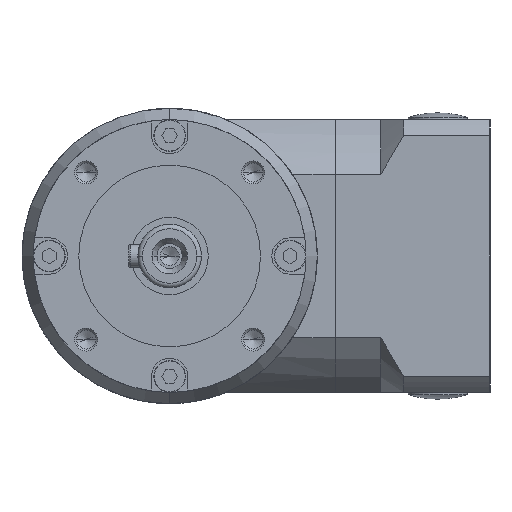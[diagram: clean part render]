
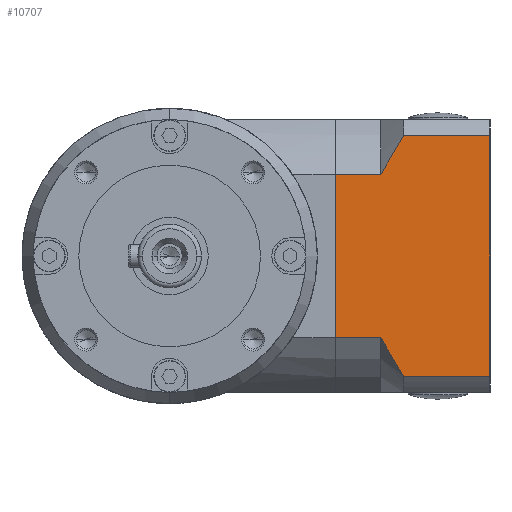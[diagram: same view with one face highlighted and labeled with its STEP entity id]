
A CAD part, left-side view. The second image highlights one B-rep face of the part: STEP entity #10707.
In plain terms, the highlighted planar face has unit normal (-1, 0, 0).
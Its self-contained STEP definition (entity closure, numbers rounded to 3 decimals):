
#46 = CARTESIAN_POINT ( 'NONE',  ( 8., -70.5, -18.028 ) ) ;
#332 = EDGE_CURVE ( 'NONE', #13897, #13397, #7839, .T. ) ;
#1465 = VECTOR ( 'NONE', #11977, 1000. ) ;
#1926 = CARTESIAN_POINT ( 'NONE',  ( 8., -70.5, -25. ) ) ;
#1935 = DIRECTION ( 'NONE',  ( 0., -1., 0. ) ) ;
#1976 = EDGE_CURVE ( 'NONE', #13028, #12521, #7663, .T. ) ;
#2053 = EDGE_CURVE ( 'NONE', #17597, #11160, #7396, .T. ) ;
#2687 = ORIENTED_EDGE ( 'NONE', *, *, #332, .F. ) ;
#2843 = ORIENTED_EDGE ( 'NONE', *, *, #1976, .F. ) ;
#3041 = ORIENTED_EDGE ( 'NONE', *, *, #2053, .F. ) ;
#3530 = EDGE_LOOP ( 'NONE', ( #3041, #8864, #11638, #2687, #7502, #19033, #2843, #13166 ) ) ;
#4591 = EDGE_CURVE ( 'NONE', #8488, #17597, #14213, .T. ) ;
#5383 = LINE ( 'NONE', #14599, #9916 ) ;
#5693 = EDGE_CURVE ( 'NONE', #11160, #13028, #16311, .T. ) ;
#6444 = VERTEX_POINT ( 'NONE', #19574 ) ;
#7174 = CARTESIAN_POINT ( 'NONE',  ( 8., -46.5, -18.028 ) ) ;
#7260 = CARTESIAN_POINT ( 'NONE',  ( 8., -70.5, -26.458 ) ) ;
#7396 = B_SPLINE_CURVE_WITH_KNOTS ( 'NONE', 3,
 ( #19436, #12880, #11637, #9797 ),
 .UNSPECIFIED., .F., .F.,
 ( 4, 4 ),
 ( 0., 1. ),
 .UNSPECIFIED. ) ;
#7502 = ORIENTED_EDGE ( 'NONE', *, *, #17351, .F. ) ;
#7663 = LINE ( 'NONE', #1926, #13547 ) ;
#7839 = LINE ( 'NONE', #46, #9152 ) ;
#8161 = DIRECTION ( 'NONE',  ( 0., 0., -1. ) ) ;
#8488 = VERTEX_POINT ( 'NONE', #16713 ) ;
#8864 = ORIENTED_EDGE ( 'NONE', *, *, #4591, .F. ) ;
#9152 = VECTOR ( 'NONE', #18914, 1000. ) ;
#9624 = CARTESIAN_POINT ( 'NONE',  ( 8., -70.5, 26.458 ) ) ;
#9797 = CARTESIAN_POINT ( 'NONE',  ( 8., -51.5, 26.458 ) ) ;
#9916 = VECTOR ( 'NONE', #16334, 1000. ) ;
#10277 = CARTESIAN_POINT ( 'NONE',  ( 8., -49.552, -23.513 ) ) ;
#10707 = ADVANCED_FACE ( 'NONE', ( #17175 ), #11122, .F. ) ;
#11122 = PLANE ( 'NONE',  #12493 ) ;
#11160 = VERTEX_POINT ( 'NONE', #14570 ) ;
#11305 = CARTESIAN_POINT ( 'NONE',  ( 8., -70.5, 26.458 ) ) ;
#11411 = CARTESIAN_POINT ( 'NONE',  ( 8., -36.5, -18.028 ) ) ;
#11637 = CARTESIAN_POINT ( 'NONE',  ( 8., -49.552, 23.513 ) ) ;
#11638 = ORIENTED_EDGE ( 'NONE', *, *, #11980, .F. ) ;
#11669 = LINE ( 'NONE', #7260, #1465 ) ;
#11977 = DIRECTION ( 'NONE',  ( 0., 1., 0. ) ) ;
#11980 = EDGE_CURVE ( 'NONE', #13397, #8488, #5383, .T. ) ;
#12493 = AXIS2_PLACEMENT_3D ( 'NONE', #12563, #18825, #15830 ) ;
#12521 = VERTEX_POINT ( 'NONE', #14049 ) ;
#12563 = CARTESIAN_POINT ( 'NONE',  ( 8., -36.5, -28.686 ) ) ;
#12880 = CARTESIAN_POINT ( 'NONE',  ( 8., -47.885, 20.718 ) ) ;
#13028 = VERTEX_POINT ( 'NONE', #9624 ) ;
#13037 = DIRECTION ( 'NONE',  ( 0., -1., 0. ) ) ;
#13121 = CARTESIAN_POINT ( 'NONE',  ( 8., -46.5, 18.028 ) ) ;
#13166 = ORIENTED_EDGE ( 'NONE', *, *, #5693, .F. ) ;
#13397 = VERTEX_POINT ( 'NONE', #11411 ) ;
#13547 = VECTOR ( 'NONE', #8161, 1000. ) ;
#13630 = VECTOR ( 'NONE', #13037, 1000. ) ;
#13897 = VERTEX_POINT ( 'NONE', #7174 ) ;
#14049 = CARTESIAN_POINT ( 'NONE',  ( 8., -70.5, -26.458 ) ) ;
#14109 = CARTESIAN_POINT ( 'NONE',  ( 8., -70.5, 18.028 ) ) ;
#14213 = LINE ( 'NONE', #14109, #15473 ) ;
#14570 = CARTESIAN_POINT ( 'NONE',  ( 8., -51.5, 26.458 ) ) ;
#14599 = CARTESIAN_POINT ( 'NONE',  ( 8., -36.5, -28.686 ) ) ;
#14782 = B_SPLINE_CURVE_WITH_KNOTS ( 'NONE', 3,
 ( #18287, #10277, #16727, #16532 ),
 .UNSPECIFIED., .F., .F.,
 ( 4, 4 ),
 ( 0., 1. ),
 .UNSPECIFIED. ) ;
#15473 = VECTOR ( 'NONE', #1935, 1000. ) ;
#15830 = DIRECTION ( 'NONE',  ( 0., 0., 1. ) ) ;
#16311 = LINE ( 'NONE', #11305, #13630 ) ;
#16334 = DIRECTION ( 'NONE',  ( 0., 0., 1. ) ) ;
#16532 = CARTESIAN_POINT ( 'NONE',  ( 8., -46.5, -18.028 ) ) ;
#16713 = CARTESIAN_POINT ( 'NONE',  ( 8., -36.5, 18.028 ) ) ;
#16727 = CARTESIAN_POINT ( 'NONE',  ( 8., -47.885, -20.718 ) ) ;
#17175 = FACE_OUTER_BOUND ( 'NONE', #3530, .T. ) ;
#17351 = EDGE_CURVE ( 'NONE', #6444, #13897, #14782, .T. ) ;
#17597 = VERTEX_POINT ( 'NONE', #13121 ) ;
#18201 = EDGE_CURVE ( 'NONE', #12521, #6444, #11669, .T. ) ;
#18287 = CARTESIAN_POINT ( 'NONE',  ( 8., -51.5, -26.458 ) ) ;
#18825 = DIRECTION ( 'NONE',  ( 1., 0., 0. ) ) ;
#18914 = DIRECTION ( 'NONE',  ( 0., 1., 0. ) ) ;
#19033 = ORIENTED_EDGE ( 'NONE', *, *, #18201, .F. ) ;
#19436 = CARTESIAN_POINT ( 'NONE',  ( 8., -46.5, 18.028 ) ) ;
#19574 = CARTESIAN_POINT ( 'NONE',  ( 8., -51.5, -26.458 ) ) ;
